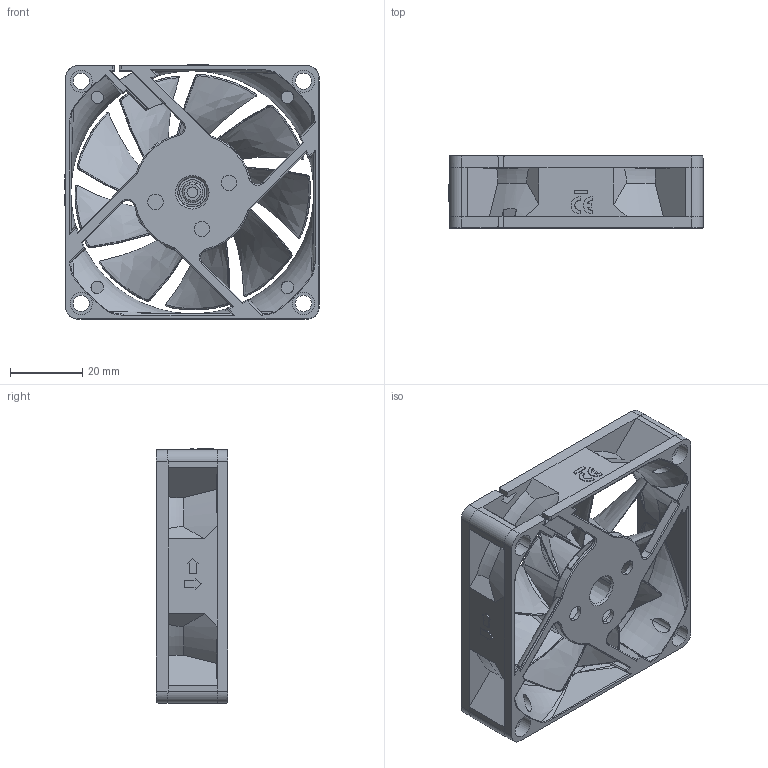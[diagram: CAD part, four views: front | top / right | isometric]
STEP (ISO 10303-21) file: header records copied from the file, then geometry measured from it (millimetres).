
FILE_DESCRIPTION((''),'2;1');
FILE_NAME('ASM0001_ASM','2021-01-05T',('Administrator'),(''),'PRO/ENGINEER BY PARAMETRIC TECHNOLOGY CORPORATION, 2009440','PRO/ENGINEER BY PARAMETRIC TECHNOLOGY CORPORATION, 2009440','');
FILE_SCHEMA(('CONFIG_CONTROL_DESIGN'));
Length unit declared in the file: millimetre
Products named in the file (4): FS-JZ; FS-YZ; ASM-SY-Z_ASM; ASM0001_ASM
Assembly tree (3 placements, depth 3):
  ASM0001_ASM
    ASM-SY-Z_ASM
      FS-JZ
      FS-YZ
Bounding box: 70.5 x 19.9 x 70.5 mm (x, y, z)
Volume: 22832.7 mm3; surface area: 28998.9 mm2
Topology: 2 solids, 2 shells, 557 faces, 1367 edges, 836 vertices
Faces by surface type: plane 175, bspline 149, cylinder 119, torus 55, cone 40, sphere 10, extrusion 9
Entity records: 30163 total; most frequent: CARTESIAN_POINT 18364, ORIENTED_EDGE 2734, DIRECTION 1974, EDGE_CURVE 1367, VERTEX_POINT 836, AXIS2_PLACEMENT_3D 763, EDGE_LOOP 603, B_SPLINE_CURVE_WITH_KNOTS 582
